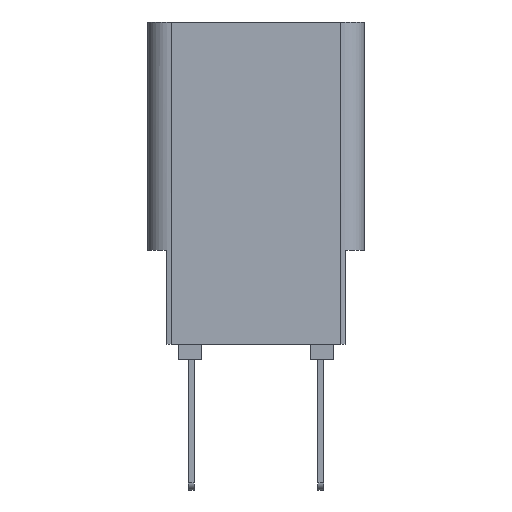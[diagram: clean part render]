
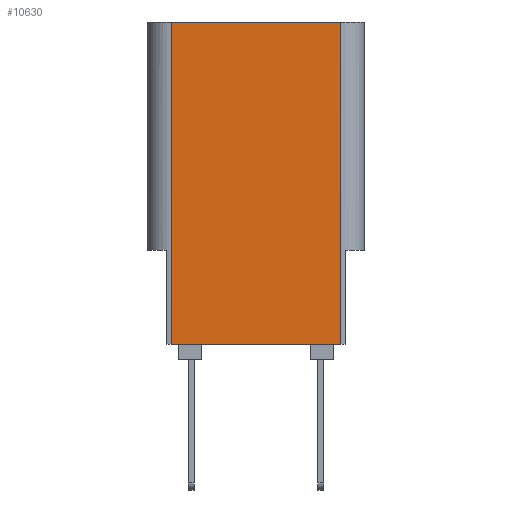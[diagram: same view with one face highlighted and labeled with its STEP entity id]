
A CAD part, front view. The second image highlights one B-rep face of the part: STEP entity #10630.
In plain terms, the highlighted planar face has unit normal (0, -1, 0).
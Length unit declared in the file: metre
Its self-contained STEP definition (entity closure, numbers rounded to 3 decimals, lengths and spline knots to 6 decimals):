
#2940=ORIENTED_EDGE('',*,*,#4698,.F.);
#2941=ORIENTED_EDGE('',*,*,#4724,.T.);
#2942=ORIENTED_EDGE('',*,*,#4073,.T.);
#2943=ORIENTED_EDGE('',*,*,#4725,.T.);
#4073=EDGE_CURVE('',#5290,#5289,#6493,.T.);
#4698=EDGE_CURVE('',#5712,#5713,#7013,.T.);
#4724=EDGE_CURVE('',#5712,#5290,#7038,.F.);
#4725=EDGE_CURVE('',#5289,#5713,#7039,.T.);
#5289=VERTEX_POINT('',#16963);
#5290=VERTEX_POINT('',#16965);
#5712=VERTEX_POINT('',#18262);
#5713=VERTEX_POINT('',#18264);
#6493=LINE('',#16964,#7835);
#7013=LINE('',#18263,#8355);
#7038=LINE('',#18314,#8380);
#7039=LINE('',#18315,#8381);
#7835=VECTOR('',#14062,1.);
#8355=VECTOR('',#15294,1.);
#8380=VECTOR('',#15329,1.);
#8381=VECTOR('',#15330,1.);
#9000=EDGE_LOOP('',(#2940,#2941,#2942,#2943));
#9598=FACE_BOUND('',#9000,.T.);
#10091=PLANE('',#12795);
#10630=ADVANCED_FACE('',(#9598),#10091,.T.);
#12795=AXIS2_PLACEMENT_3D('',#18313,#15327,#15328);
#14062=DIRECTION('',(-1.,0.,0.));
#15294=DIRECTION('',(-1.,0.,0.));
#15327=DIRECTION('',(0.,-1.,0.));
#15328=DIRECTION('',(0.,0.,-1.));
#15329=DIRECTION('',(0.,0.,-1.));
#15330=DIRECTION('',(0.,0.,-1.));
#16963=CARTESIAN_POINT('',(-0.0036,-0.03475,0.01434));
#16964=CARTESIAN_POINT('',(0.0042,-0.03475,0.01434));
#16965=CARTESIAN_POINT('',(0.0036,-0.03475,0.01434));
#18262=CARTESIAN_POINT('',(0.0036,-0.03475,0.00064));
#18263=CARTESIAN_POINT('',(0.0042,-0.03475,0.00064));
#18264=CARTESIAN_POINT('',(-0.0036,-0.03475,0.00064));
#18313=CARTESIAN_POINT('',(0.0042,-0.03475,0.01434));
#18314=CARTESIAN_POINT('',(0.0036,-0.03475,0.01434));
#18315=CARTESIAN_POINT('',(-0.0036,-0.03475,0.00064));
